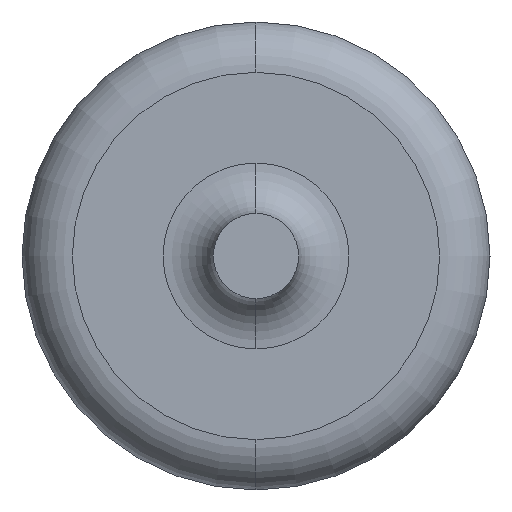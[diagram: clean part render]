
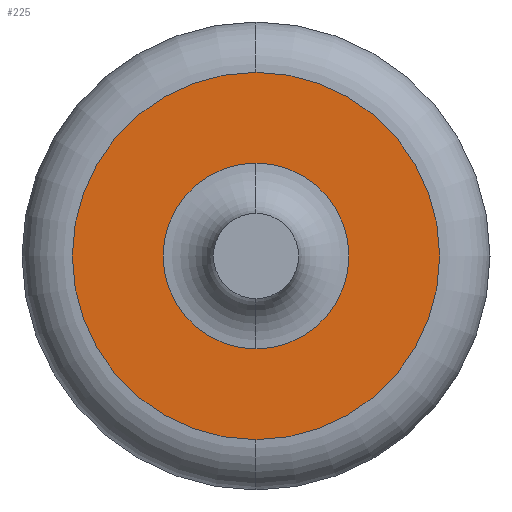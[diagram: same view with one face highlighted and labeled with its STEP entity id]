
A CAD part, left-side view. The second image highlights one B-rep face of the part: STEP entity #225.
In plain terms, the highlighted planar face has unit normal (-1, 0, 0).
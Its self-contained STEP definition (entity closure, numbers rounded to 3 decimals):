
#5 = CIRCLE ( 'NONE', #500, 1.095 ) ;
#6 = CIRCLE ( 'NONE', #499, 0.554 ) ;
#12 = CIRCLE ( 'NONE', #506, 1.095 ) ;
#68 = CARTESIAN_POINT ( 'NONE',  ( -3.62, 0., 1.095 ) ) ;
#73 = CARTESIAN_POINT ( 'NONE',  ( -3.62, 0., -1.095 ) ) ;
#114 = AXIS2_PLACEMENT_3D ( 'NONE', #173, #172, #167 ) ;
#131 = CARTESIAN_POINT ( 'NONE',  ( -3.62, 0., 0. ) ) ;
#132 = DIRECTION ( 'NONE',  ( -1., 0., 0. ) ) ;
#133 = DIRECTION ( 'NONE',  ( 0., 0., 1. ) ) ;
#167 = DIRECTION ( 'NONE',  ( 0., 0., -1. ) ) ;
#172 = DIRECTION ( 'NONE',  ( 1., 0., 0. ) ) ;
#173 = CARTESIAN_POINT ( 'NONE',  ( -3.62, 1.095, 0. ) ) ;
#216 = VERTEX_POINT ( 'NONE', #68 ) ;
#219 = VERTEX_POINT ( 'NONE', #73 ) ;
#225 = ADVANCED_FACE ( 'NONE', ( #468, #464 ), #772, .F. ) ;
#286 = ORIENTED_EDGE ( 'NONE', *, *, #538, .T. ) ;
#290 = ORIENTED_EDGE ( 'NONE', *, *, #360, .F. ) ;
#300 = ORIENTED_EDGE ( 'NONE', *, *, #681, .T. ) ;
#301 = ORIENTED_EDGE ( 'NONE', *, *, #537, .F. ) ;
#310 = EDGE_LOOP ( 'NONE', ( #300, #286 ) ) ;
#320 = VERTEX_POINT ( 'NONE', #515 ) ;
#329 = EDGE_LOOP ( 'NONE', ( #301, #290 ) ) ;
#332 = VERTEX_POINT ( 'NONE', #518 ) ;
#360 = EDGE_CURVE ( 'NONE', #320, #332, #593, .T. ) ;
#464 = FACE_OUTER_BOUND ( 'NONE', #310, .T. ) ;
#468 = FACE_BOUND ( 'NONE', #329, .T. ) ;
#490 = AXIS2_PLACEMENT_3D ( 'NONE', #521, #522, #523 ) ;
#499 = AXIS2_PLACEMENT_3D ( 'NONE', #625, #626, #627 ) ;
#500 = AXIS2_PLACEMENT_3D ( 'NONE', #628, #629, #630 ) ;
#506 = AXIS2_PLACEMENT_3D ( 'NONE', #131, #132, #133 ) ;
#515 = CARTESIAN_POINT ( 'NONE',  ( -3.62, 0., -0.554 ) ) ;
#518 = CARTESIAN_POINT ( 'NONE',  ( -3.62, 0., 0.554 ) ) ;
#521 = CARTESIAN_POINT ( 'NONE',  ( -3.62, 0., 0. ) ) ;
#522 = DIRECTION ( 'NONE',  ( -1., 0., 0. ) ) ;
#523 = DIRECTION ( 'NONE',  ( 0., 0., 1. ) ) ;
#537 = EDGE_CURVE ( 'NONE', #332, #320, #6, .T. ) ;
#538 = EDGE_CURVE ( 'NONE', #219, #216, #5, .T. ) ;
#593 = CIRCLE ( 'NONE', #490, 0.554 ) ;
#625 = CARTESIAN_POINT ( 'NONE',  ( -3.62, 0., 0. ) ) ;
#626 = DIRECTION ( 'NONE',  ( -1., 0., 0. ) ) ;
#627 = DIRECTION ( 'NONE',  ( 0., 0., 1. ) ) ;
#628 = CARTESIAN_POINT ( 'NONE',  ( -3.62, 0., 0. ) ) ;
#629 = DIRECTION ( 'NONE',  ( -1., 0., 0. ) ) ;
#630 = DIRECTION ( 'NONE',  ( 0., 0., 1. ) ) ;
#681 = EDGE_CURVE ( 'NONE', #216, #219, #12, .T. ) ;
#772 = PLANE ( 'NONE',  #114 ) ;
